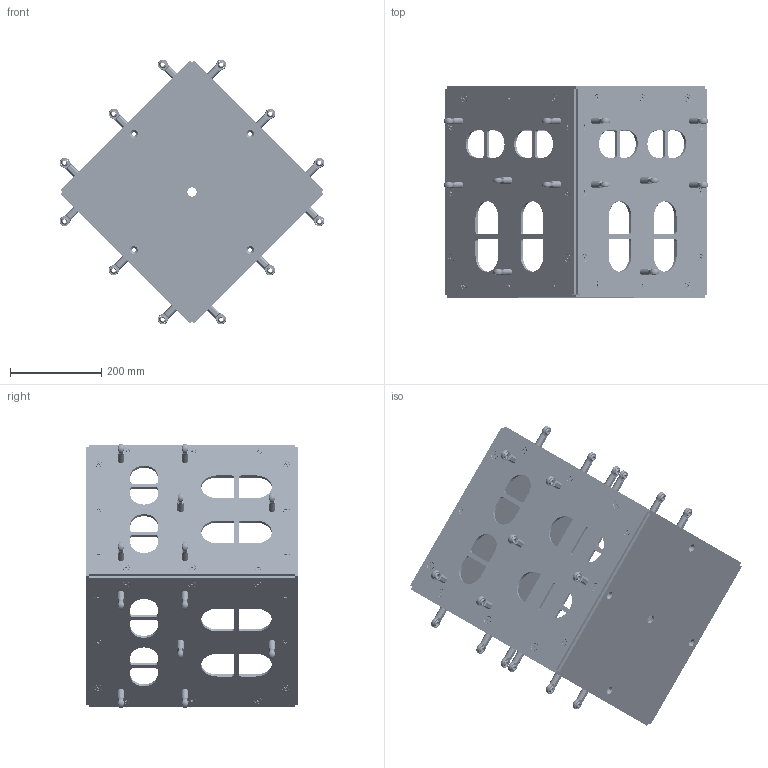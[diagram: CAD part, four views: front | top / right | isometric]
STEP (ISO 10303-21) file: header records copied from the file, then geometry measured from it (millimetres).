
FILE_DESCRIPTION(('CATIA V5 STEP','CAx-IF Rec.Pracs.--- Model Styling and Organization---1.5--- 2016-08-15','CAx-IF Rec.Pracs.---Supplemental Geometry---1.0---2011-11-01','CAx-IF Rec.Pracs.--- Composite Materials ---3.4---2017-06-13','CAx-IF Rec.Pracs.---Tessellated 3D Geometry---1.0---2015-12-17'),'2;1');
FILE_NAME('RoCaP_centre_simple.stp','2023-09-25T17:35:50+00:00',('none'),('none'),'CATIA Version 5-6 Release 2021 SP3','CATIA V5 STEP AP242 v2','none');
FILE_SCHEMA(('AP242_MANAGED_MODEL_BASED_3D_ENGINEERING_MIM_LF {1 0 10303 442 1 1 4}'));
Length unit declared in the file: millimetre
Products named in the file (11): ASSEMBLAGE H18; ASS_CENTRE_V4.9.5; ASS_CENTER_BODY_v4.95; ASS_SIDE_PANEL_CENTER; 91294A285_Black-Oxide Alloy Steel Hex Drive Flat Head Screw_91294A285; 5537T263_T-Slotted Framing_button removed_5537T263; 91290A434_Black-Oxide Alloy Steel Socket Head Screw_91290A434; 59935K73_Ball Joint Rod End_59935K73; 91294A282_Black-Oxide Alloy Steel Hex Drive Flat Head Screw_91294A282; RBOT9-IT103; RBOT9-IT102
Assembly tree (45 placements, depth 5):
  ASSEMBLAGE H18
    ASS_CENTRE_V4.9.5
      ASS_CENTER_BODY_v4.95
        ASS_SIDE_PANEL_CENTER  x4
          91294A285_Black-Oxide Alloy Steel Hex Drive Flat Head Screw_91294A285
          5537T263_T-Slotted Framing_button removed_5537T263
          91290A434_Black-Oxide Alloy Steel Socket Head Screw_91290A434
          59935K73_Ball Joint Rod End_59935K73
          91294A282_Black-Oxide Alloy Steel Hex Drive Flat Head Screw_91294A282
          RBOT9-IT103
        RBOT9-IT102  x2
Bounding box: 579.92 x 462.7 x 579.92 mm (x, y, z)
Volume: 6131284.1 mm3; surface area: 2197945.8 mm2
Topology: 222 solids, 222 shells, 13580 faces, 35400 edges, 22288 vertices
Faces by surface type: bspline 7824, cylinder 2560, plane 2052, cone 928, sphere 144, torus 72
Entity records: 19372 total; most frequent: CARTESIAN_POINT 7559, ORIENTED_EDGE 3338, EDGE_CURVE 1669, DIRECTION 1273, VERTEX_POINT 1048, EDGE_LOOP 713, ADVANCED_FACE 642, FACE_OUTER_BOUND 642
